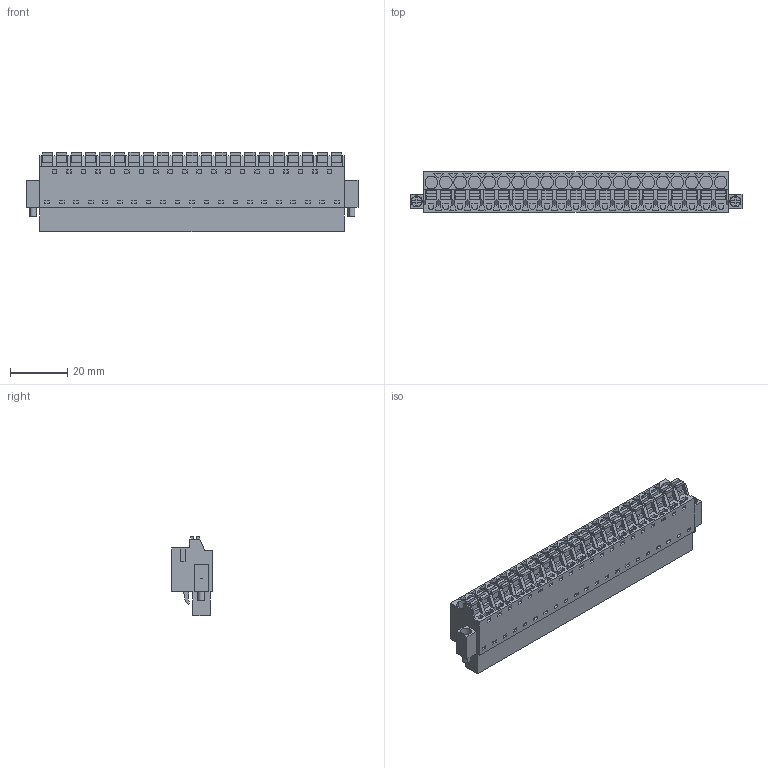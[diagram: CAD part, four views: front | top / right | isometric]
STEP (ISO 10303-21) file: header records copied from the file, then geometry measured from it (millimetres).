
FILE_DESCRIPTION(('CATIA V5 STEP Exchange','CAx-IF Rec.Pracs.--- Model Styling and Organization---1.2---2011-12-15'),'2;1');
FILE_NAME ('D1446538_0_1013290000_1013290000.stp','2017-04-28T12:19:54+00:00',('none'),('Weidmueller'),'CATIA Version 5-6 Release 2014','CATIA V5 STEP AP214','none');
FILE_SCHEMA(('AUTOMOTIVE_DESIGN { 1 0 10303 214 1 1 1 1 }'));
Length unit declared in the file: millimetre
Products named in the file (1): 1013290000
Bounding box: 116.48 x 14.2 x 27.73 mm (x, y, z)
Volume: 25471.5 mm3; surface area: 17578.3 mm2
Topology: 24 solids, 24 shells, 1607 faces, 4628 edges, 3224 vertices
Faces by surface type: plane 1438, cylinder 168, extrusion 1
Entity records: 51696 total; most frequent: CARTESIAN_POINT 10018, ORIENTED_EDGE 9256, DIRECTION 6483, EDGE_CURVE 4628, VECTOR 4283, LINE 4282, VERTEX_POINT 3224, EDGE_LOOP 1846
